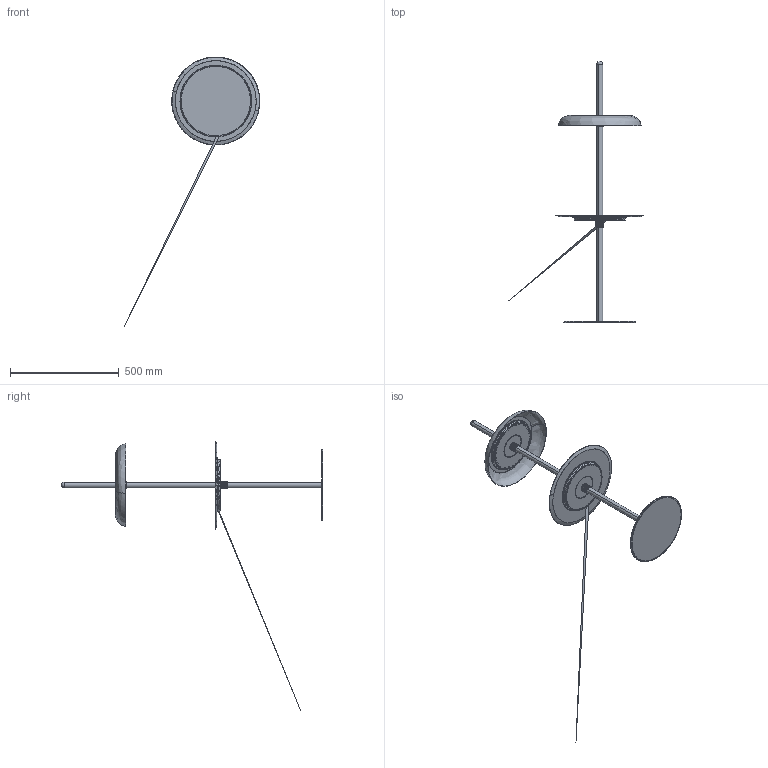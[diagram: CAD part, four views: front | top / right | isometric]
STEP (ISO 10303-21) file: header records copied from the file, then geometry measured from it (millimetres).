
FILE_DESCRIPTION (( 'STEP AP214' ), '1' );
FILE_NAME ('Pablo Designs, Nivel Floor + Pedestal, Share CAD, 010523.STEP', '2023-01-06T01:24:18', ( '' ), ( '' ), 'SwSTEP 2.0', 'SolidWorks 2019', '' );
FILE_SCHEMA (( 'AUTOMOTIVE_DESIGN' ));
Length unit declared in the file: inch
Products named in the file (1): Pablo Designs, Nivel Floor + Pedestal, Share CAD, 010523
Bounding box: 625.34 x 1206 x 1244.12 mm (x, y, z)
Volume: 3062274 mm3; surface area: 974435.1 mm2
Topology: 1 solids, 4 shells, 1887 faces, 5232 edges, 3358 vertices
Faces by surface type: cylinder 684, plane 684, bspline 328, cone 127, torus 33, sphere 31
Full cylindrical faces by diameter (mm): 0.8 x1
Entity records: 76583 total; most frequent: CARTESIAN_POINT 32015, ORIENTED_EDGE 10358, DIRECTION 8071, EDGE_CURVE 5179, VERTEX_POINT 3352, AXIS2_PLACEMENT_3D 2986, VECTOR 2099, LINE 2099
